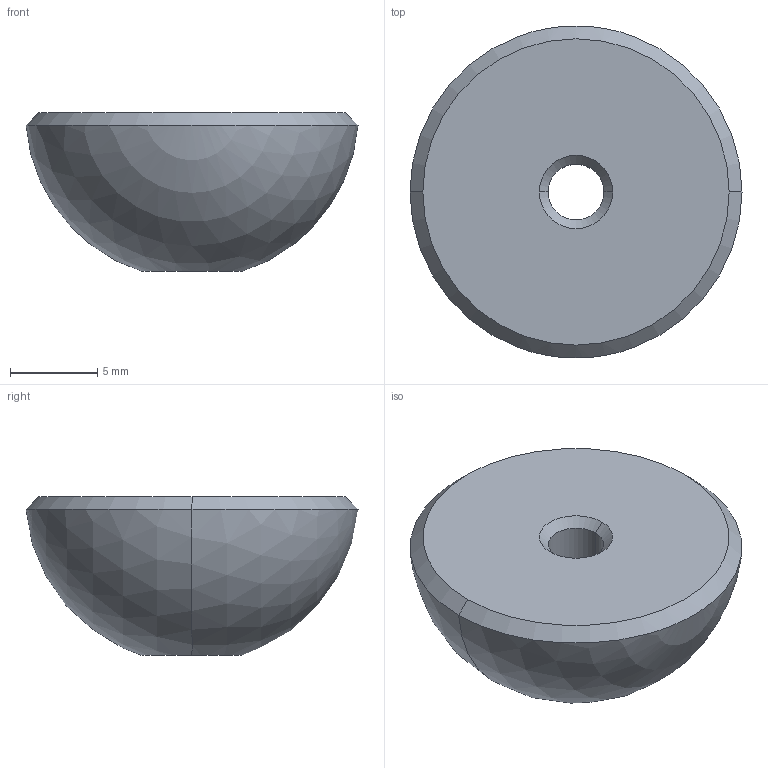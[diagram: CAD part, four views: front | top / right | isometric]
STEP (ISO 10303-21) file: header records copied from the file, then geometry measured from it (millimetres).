
FILE_DESCRIPTION (( 'STEP AP214' ), '1' );
FILE_NAME ('AARL_QR_FR_LE_PL_BL_010.STEP', '2024-06-21T05:48:18', ( '' ), ( '' ), 'SwSTEP 2.0', 'SolidWorks 2024', '' );
FILE_SCHEMA (( 'AUTOMOTIVE_DESIGN' ));
Length unit declared in the file: inch
Products named in the file (1): AARL_QR_FR_LE_PL_BL_010
Bounding box: 18.99 x 18.99 x 9.09 mm (x, y, z)
Volume: 1653.9 mm3; surface area: 919.9 mm2
Topology: 1 solids, 1 shells, 17 faces, 34 edges, 18 vertices
Faces by surface type: cone 8, cylinder 4, torus 2, sphere 2, plane 1
Entity records: 469 total; most frequent: DIRECTION 92, CARTESIAN_POINT 70, ORIENTED_EDGE 68, AXIS2_PLACEMENT_3D 40, EDGE_CURVE 34, CIRCLE 22, EDGE_LOOP 18, VERTEX_POINT 18
